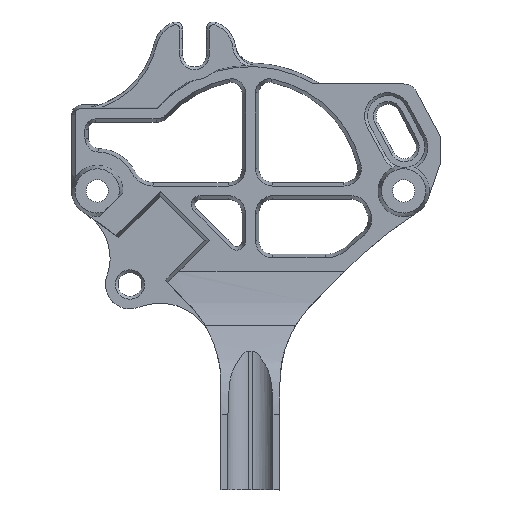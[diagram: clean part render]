
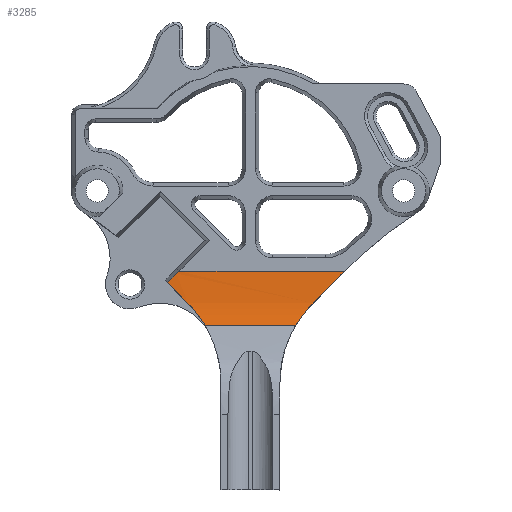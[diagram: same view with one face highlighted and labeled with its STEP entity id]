
A CAD part, top view. The second image highlights one B-rep face of the part: STEP entity #3285.
In plain terms, the highlighted cylindrical face has radius 30 mm (diameter 60 mm), a partial arc.
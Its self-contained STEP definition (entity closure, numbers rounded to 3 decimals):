
#27=ELLIPSE('',#3595,43.754,30.);
#35=CYLINDRICAL_SURFACE('',#3594,30.);
#111=B_SPLINE_CURVE_WITH_KNOTS('',3,(#5282,#5283,#5284,#5285),
 .UNSPECIFIED.,.F.,.F.,(4,4),(0.,0.004),
 .UNSPECIFIED.);
#112=B_SPLINE_CURVE_WITH_KNOTS('',3,(#5288,#5289,#5290,#5291),
 .UNSPECIFIED.,.F.,.F.,(4,4),(0.002,0.006),
 .UNSPECIFIED.);
#113=B_SPLINE_CURVE_WITH_KNOTS('',3,(#5295,#5296,#5297,#5298),
 .UNSPECIFIED.,.F.,.F.,(4,4),(0.042,0.046),
 .UNSPECIFIED.);
#114=B_SPLINE_CURVE_WITH_KNOTS('',3,(#5300,#5301,#5302,#5303),
 .UNSPECIFIED.,.F.,.F.,(4,4),(0.054,0.06),
 .UNSPECIFIED.);
#115=B_SPLINE_CURVE_WITH_KNOTS('',3,(#5306,#5307,#5308,#5309),
 .UNSPECIFIED.,.F.,.F.,(4,4),(0.,0.002),.UNSPECIFIED.);
#580=ORIENTED_EDGE('',*,*,#1568,.T.);
#581=ORIENTED_EDGE('',*,*,#1569,.F.);
#582=ORIENTED_EDGE('',*,*,#1570,.F.);
#583=ORIENTED_EDGE('',*,*,#1571,.T.);
#584=ORIENTED_EDGE('',*,*,#1572,.T.);
#585=ORIENTED_EDGE('',*,*,#1456,.T.);
#586=ORIENTED_EDGE('',*,*,#1573,.T.);
#587=ORIENTED_EDGE('',*,*,#1574,.F.);
#1456=EDGE_CURVE('',#1959,#1958,#2237,.T.);
#1568=EDGE_CURVE('',#2057,#2058,#111,.T.);
#1569=EDGE_CURVE('',#2059,#2058,#112,.T.);
#1570=EDGE_CURVE('',#2060,#2059,#2279,.T.);
#1571=EDGE_CURVE('',#2060,#2061,#113,.T.);
#1572=EDGE_CURVE('',#2061,#1959,#114,.F.);
#1573=EDGE_CURVE('',#1958,#2062,#27,.T.);
#1574=EDGE_CURVE('',#2057,#2062,#115,.T.);
#1958=VERTEX_POINT('',#5024);
#1959=VERTEX_POINT('',#5026);
#2057=VERTEX_POINT('',#5286);
#2058=VERTEX_POINT('',#5287);
#2059=VERTEX_POINT('',#5292);
#2060=VERTEX_POINT('',#5294);
#2061=VERTEX_POINT('',#5299);
#2062=VERTEX_POINT('',#5305);
#2237=LINE('',#5025,#2501);
#2279=LINE('',#5293,#2543);
#2501=VECTOR('',#3966,1000.);
#2543=VECTOR('',#4152,1000.);
#2763=EDGE_LOOP('',(#580,#581,#582,#583,#584,#585,#586,#587));
#2991=FACE_BOUND('',#2763,.T.);
#3285=ADVANCED_FACE('',(#2991),#35,.F.);
#3594=AXIS2_PLACEMENT_3D('',#5281,#4150,#4151);
#3595=AXIS2_PLACEMENT_3D('',#5304,#4153,#4154);
#3966=DIRECTION('',(-1.,0.,0.));
#4150=DIRECTION('',(1.,0.,0.));
#4151=DIRECTION('',(0.,1.,0.));
#4152=DIRECTION('',(-1.,0.,0.));
#4153=DIRECTION('',(-0.686,0.686,0.242));
#4154=DIRECTION('',(0.728,0.646,0.228));
#5024=CARTESIAN_POINT('',(-10.234,-12.949,5.));
#5025=CARTESIAN_POINT('',(-0.615,-12.949,5.));
#5026=CARTESIAN_POINT('',(13.42,-12.949,5.));
#5281=CARTESIAN_POINT('',(-0.615,-12.949,35.));
#5282=CARTESIAN_POINT('',(-11.864,-14.579,5.044));
#5283=CARTESIAN_POINT('',(-10.901,-15.577,5.099));
#5284=CARTESIAN_POINT('',(-9.93,-16.561,5.202));
#5285=CARTESIAN_POINT('',(-8.951,-17.533,5.352));
#5286=CARTESIAN_POINT('',(-11.864,-14.579,5.044));
#5287=CARTESIAN_POINT('',(-8.951,-17.533,5.352));
#5288=CARTESIAN_POINT('',(-6.442,-20.757,6.034));
#5289=CARTESIAN_POINT('',(-7.123,-19.603,5.723));
#5290=CARTESIAN_POINT('',(-7.966,-18.509,5.503));
#5291=CARTESIAN_POINT('',(-8.951,-17.533,5.352));
#5292=CARTESIAN_POINT('',(-6.442,-20.757,6.034));
#5293=CARTESIAN_POINT('',(16.721,-20.757,6.034));
#5294=CARTESIAN_POINT('',(6.443,-20.757,6.034));
#5295=CARTESIAN_POINT('',(6.443,-20.757,6.034));
#5296=CARTESIAN_POINT('',(7.125,-19.602,5.723));
#5297=CARTESIAN_POINT('',(7.979,-18.498,5.501));
#5298=CARTESIAN_POINT('',(8.952,-17.533,5.352));
#5299=CARTESIAN_POINT('',(8.952,-17.533,5.352));
#5300=CARTESIAN_POINT('',(13.42,-12.949,5.));
#5301=CARTESIAN_POINT('',(11.952,-14.506,5.));
#5302=CARTESIAN_POINT('',(10.463,-16.034,5.12));
#5303=CARTESIAN_POINT('',(8.952,-17.533,5.352));
#5304=CARTESIAN_POINT('',(0.375,-12.949,35.));
#5305=CARTESIAN_POINT('',(-10.588,-13.303,5.002));
#5306=CARTESIAN_POINT('',(-11.864,-14.579,5.044));
#5307=CARTESIAN_POINT('',(-11.439,-14.154,5.021));
#5308=CARTESIAN_POINT('',(-11.013,-13.728,5.007));
#5309=CARTESIAN_POINT('',(-10.588,-13.303,5.002));
